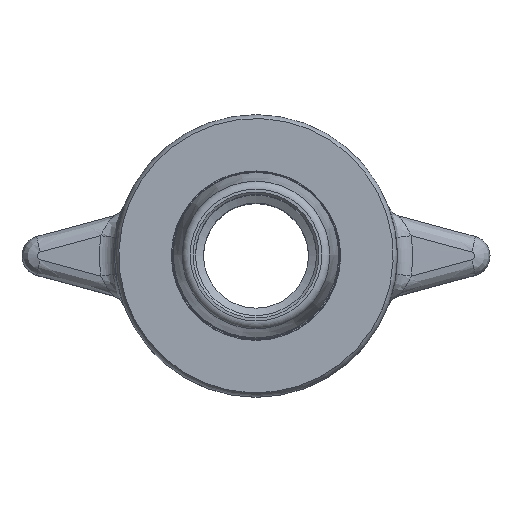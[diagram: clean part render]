
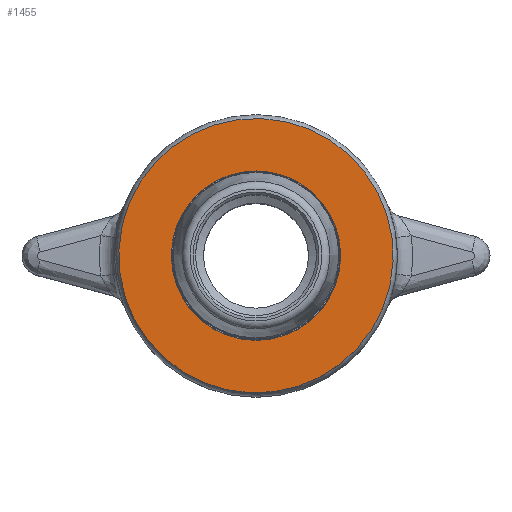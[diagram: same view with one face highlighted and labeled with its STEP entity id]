
A CAD part, top view. The second image highlights one B-rep face of the part: STEP entity #1455.
In plain terms, the highlighted planar face has unit normal (0, 0, 1).
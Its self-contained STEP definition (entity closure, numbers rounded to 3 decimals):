
#102=FACE_BOUND('',#232,.T.);
#120=PLANE('',#1570);
#142=FACE_OUTER_BOUND('',#231,.T.);
#231=EDGE_LOOP('',(#918));
#232=EDGE_LOOP('',(#919));
#423=CIRCLE('',#1566,10.45);
#424=CIRCLE('',#1568,17.);
#554=VERTEX_POINT('',#2213);
#555=VERTEX_POINT('',#2217);
#698=EDGE_CURVE('',#554,#554,#423,.T.);
#699=EDGE_CURVE('',#555,#555,#424,.T.);
#918=ORIENTED_EDGE('',*,*,#699,.F.);
#919=ORIENTED_EDGE('',*,*,#698,.T.);
#1455=ADVANCED_FACE('',(#142,#102),#120,.F.);
#1566=AXIS2_PLACEMENT_3D('',#2215,#1771,#1772);
#1568=AXIS2_PLACEMENT_3D('',#2218,#1775,#1776);
#1570=AXIS2_PLACEMENT_3D('',#2222,#1780,#1781);
#1771=DIRECTION('center_axis',(0.,0.,
-1.));
#1772=DIRECTION('ref_axis',(0.999,-0.042,0.));
#1775=DIRECTION('center_axis',(0.,0.,
-1.));
#1776=DIRECTION('ref_axis',(0.999,-0.042,0.));
#1780=DIRECTION('center_axis',(0.,0.,
-1.));
#1781=DIRECTION('ref_axis',(0.999,-0.042,0.));
#2213=CARTESIAN_POINT('',(-10.441,0.439,34.5));
#2215=CARTESIAN_POINT('Origin',(0.,0.,
34.5));
#2217=CARTESIAN_POINT('',(-16.985,0.714,34.5));
#2218=CARTESIAN_POINT('Origin',(0.,0.,
34.5));
#2222=CARTESIAN_POINT('Origin',(0.,0.,
34.5));
